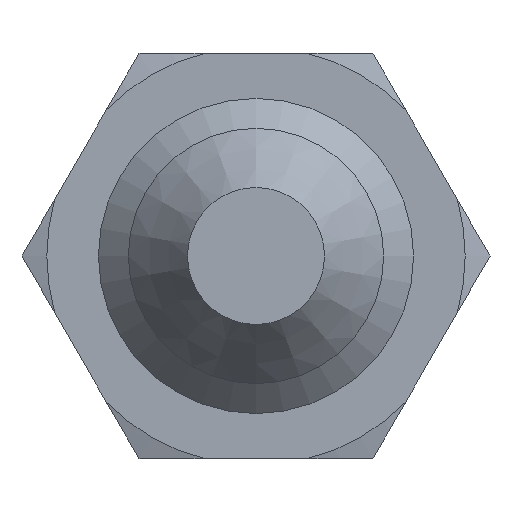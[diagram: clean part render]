
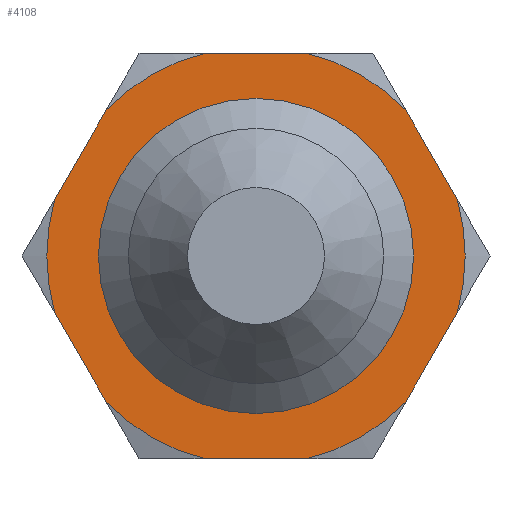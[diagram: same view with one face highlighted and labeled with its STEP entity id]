
A CAD part, left-side view. The second image highlights one B-rep face of the part: STEP entity #4108.
In plain terms, the highlighted planar face has unit normal (-1, 0, 0).
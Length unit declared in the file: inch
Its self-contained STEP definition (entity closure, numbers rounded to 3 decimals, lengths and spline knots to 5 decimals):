
#2997=CARTESIAN_POINT('',(0.0,0.07169,0.281));
#2998=VERTEX_POINT('',#2997);
#3012=CARTESIAN_POINT('',(0.0,-0.07169,0.281));
#3013=VERTEX_POINT('',#3012);
#3014=CARTESIAN_POINT('',(0.0,-0.07169,0.281));
#3015=DIRECTION('',(0.0,1.0,0.0));
#3016=VECTOR('',#3015,0.14337);
#3017=LINE('',#3014,#3016);
#3018=EDGE_CURVE('',#3013,#2998,#3017,.T.);
#3295=CARTESIAN_POINT('',(0.0,0.,0.1805));
#3296=VERTEX_POINT('',#3295);
#3297=CARTESIAN_POINT('',(0.0,0.,0.));
#3298=DIRECTION('',(-1.0,0.0,0.0));
#3299=DIRECTION('',(0.0,0.0,-1.0));
#3300=AXIS2_PLACEMENT_3D('',#3297,#3298,#3299);
#3301=CIRCLE('',#3300,0.1805);
#3302=EDGE_CURVE('',#3296,#3296,#3301,.T.);
#3661=CARTESIAN_POINT('',(0.0,0.20751,-0.20258));
#3662=VERTEX_POINT('',#3661);
#3676=CARTESIAN_POINT('',(0.0,0.07169,-0.281));
#3677=VERTEX_POINT('',#3676);
#3691=CARTESIAN_POINT('',(0.0,0.0,0.0));
#3692=DIRECTION('',(-1.0,0.0,0.0));
#3693=DIRECTION('',(0.0,1.0,0.0));
#3694=AXIS2_PLACEMENT_3D('',#3691,#3692,#3693);
#3695=CIRCLE('',#3694,0.29);
#3696=EDGE_CURVE('',#3662,#3677,#3695,.T.);
#3706=CARTESIAN_POINT('',(0.0,0.2792,-0.07842));
#3707=VERTEX_POINT('',#3706);
#3723=CARTESIAN_POINT('',(0.0,0.2792,0.07842));
#3724=VERTEX_POINT('',#3723);
#3725=CARTESIAN_POINT('',(0.0,0.0,0.0));
#3726=DIRECTION('',(-1.0,0.0,0.0));
#3727=DIRECTION('',(0.0,1.0,0.0));
#3728=AXIS2_PLACEMENT_3D('',#3725,#3726,#3727);
#3729=CIRCLE('',#3728,0.29);
#3730=EDGE_CURVE('',#3724,#3707,#3729,.T.);
#3753=CARTESIAN_POINT('',(0.0,0.20751,0.20258));
#3754=VERTEX_POINT('',#3753);
#3768=CARTESIAN_POINT('',(0.0,0.0,0.0));
#3769=DIRECTION('',(-1.0,0.0,0.0));
#3770=DIRECTION('',(0.0,1.0,0.0));
#3771=AXIS2_PLACEMENT_3D('',#3768,#3769,#3770);
#3772=CIRCLE('',#3771,0.29);
#3773=EDGE_CURVE('',#2998,#3754,#3772,.T.);
#3785=CARTESIAN_POINT('',(0.0,-0.20751,0.20258));
#3786=VERTEX_POINT('',#3785);
#3787=CARTESIAN_POINT('',(0.0,0.0,0.0));
#3788=DIRECTION('',(-1.0,0.0,0.0));
#3789=DIRECTION('',(0.0,1.0,0.0));
#3790=AXIS2_PLACEMENT_3D('',#3787,#3788,#3789);
#3791=CIRCLE('',#3790,0.29);
#3792=EDGE_CURVE('',#3786,#3013,#3791,.T.);
#3815=CARTESIAN_POINT('',(0.0,-0.2792,0.07842));
#3816=VERTEX_POINT('',#3815);
#3832=CARTESIAN_POINT('',(0.0,-0.2792,-0.07842));
#3833=VERTEX_POINT('',#3832);
#3834=CARTESIAN_POINT('',(0.0,0.0,0.0));
#3835=DIRECTION('',(-1.0,0.0,0.0));
#3836=DIRECTION('',(0.0,1.0,0.0));
#3837=AXIS2_PLACEMENT_3D('',#3834,#3835,#3836);
#3838=CIRCLE('',#3837,0.29);
#3839=EDGE_CURVE('',#3833,#3816,#3838,.T.);
#3862=CARTESIAN_POINT('',(0.0,-0.20751,-0.20258));
#3863=VERTEX_POINT('',#3862);
#3879=CARTESIAN_POINT('',(0.0,-0.07169,-0.281));
#3880=VERTEX_POINT('',#3879);
#3881=CARTESIAN_POINT('',(0.0,0.0,0.0));
#3882=DIRECTION('',(-1.0,0.0,0.0));
#3883=DIRECTION('',(0.0,1.0,0.0));
#3884=AXIS2_PLACEMENT_3D('',#3881,#3882,#3883);
#3885=CIRCLE('',#3884,0.29);
#3886=EDGE_CURVE('',#3880,#3863,#3885,.T.);
#3965=CARTESIAN_POINT('',(0.0,0.2792,-0.07842));
#3966=DIRECTION('',(0.0,-0.5,-0.866));
#3967=VECTOR('',#3966,0.14337);
#3968=LINE('',#3965,#3967);
#3969=EDGE_CURVE('',#3707,#3662,#3968,.T.);
#3996=CARTESIAN_POINT('',(0.0,0.07169,-0.281));
#3997=DIRECTION('',(0.0,-1.0,0.0));
#3998=VECTOR('',#3997,0.14337);
#3999=LINE('',#3996,#3998);
#4000=EDGE_CURVE('',#3677,#3880,#3999,.T.);
#4024=CARTESIAN_POINT('',(0.0,-0.20751,-0.20258));
#4025=DIRECTION('',(0.0,-0.5,0.866));
#4026=VECTOR('',#4025,0.14337);
#4027=LINE('',#4024,#4026);
#4028=EDGE_CURVE('',#3863,#3833,#4027,.T.);
#4045=CARTESIAN_POINT('',(0.0,-0.2792,0.07842));
#4046=DIRECTION('',(0.0,0.5,0.866));
#4047=VECTOR('',#4046,0.14337);
#4048=LINE('',#4045,#4047);
#4049=EDGE_CURVE('',#3816,#3786,#4048,.T.);
#4075=CARTESIAN_POINT('',(0.0,0.20751,0.20258));
#4076=DIRECTION('',(0.0,0.5,-0.866));
#4077=VECTOR('',#4076,0.14337);
#4078=LINE('',#4075,#4077);
#4079=EDGE_CURVE('',#3754,#3724,#4078,.T.);
#4086=CARTESIAN_POINT('',(0.0,0.,0.));
#4087=DIRECTION('',(1.0,0.0,0.0));
#4088=DIRECTION('',(0.0,0.0,-1.0));
#4089=AXIS2_PLACEMENT_3D('',#4086,#4087,#4088);
#4090=PLANE('',#4089);
#4091=ORIENTED_EDGE('',*,*,#3886,.T.);
#4092=ORIENTED_EDGE('',*,*,#4028,.T.);
#4093=ORIENTED_EDGE('',*,*,#3839,.T.);
#4094=ORIENTED_EDGE('',*,*,#4049,.T.);
#4095=ORIENTED_EDGE('',*,*,#3792,.T.);
#4096=ORIENTED_EDGE('',*,*,#3018,.T.);
#4097=ORIENTED_EDGE('',*,*,#3773,.T.);
#4098=ORIENTED_EDGE('',*,*,#4079,.T.);
#4099=ORIENTED_EDGE('',*,*,#3730,.T.);
#4100=ORIENTED_EDGE('',*,*,#3969,.T.);
#4101=ORIENTED_EDGE('',*,*,#3696,.T.);
#4102=ORIENTED_EDGE('',*,*,#4000,.T.);
#4103=EDGE_LOOP('',(#4091,#4092,#4093,#4094,#4095,#4096,#4097,#4098,#4099,#4100,#4101,#4102));
#4104=FACE_OUTER_BOUND('',#4103,.T.);
#4105=ORIENTED_EDGE('',*,*,#3302,.F.);
#4106=EDGE_LOOP('',(#4105));
#4107=FACE_BOUND('',#4106,.T.);
#4108=ADVANCED_FACE('',(#4104,#4107),#4090,.F.);
